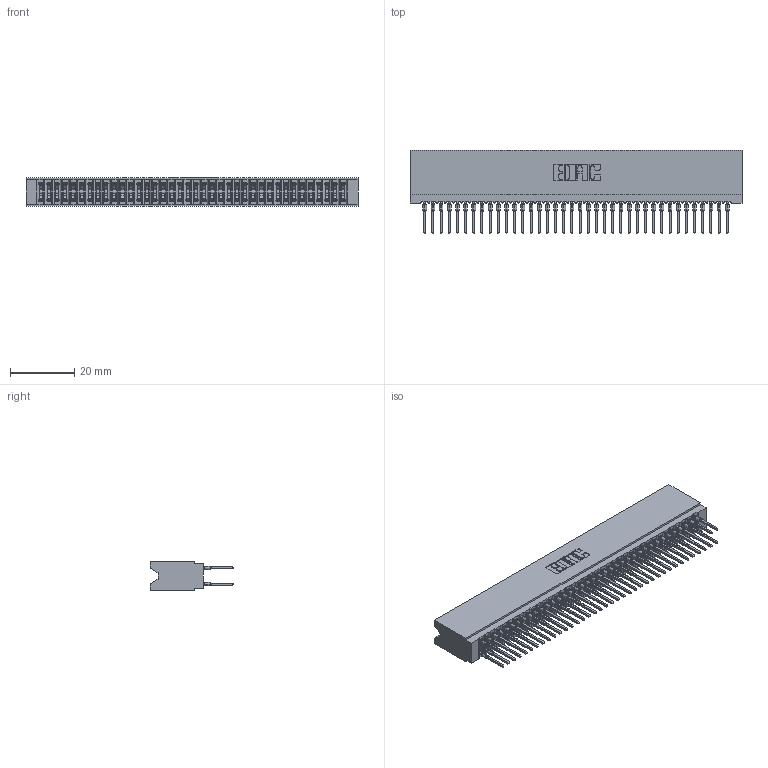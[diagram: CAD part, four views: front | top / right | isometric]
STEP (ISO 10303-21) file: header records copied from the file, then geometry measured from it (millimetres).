
FILE_DESCRIPTION (( 'STEP AP203' ), '1' );
FILE_NAME ('745-076-522-206.STEP', '2020-09-14T08:51:02', ( '' ), ( '' ), 'SwSTEP 2.0', 'SolidWorks 2020', '' );
FILE_SCHEMA (( 'CONFIG_CONTROL_DESIGN' ));
Length unit declared in the file: inch
Products named in the file (3): 745-076-522-206; 745-292-001_522; 745 Part_Insulator Option - 06
Assembly tree (77 placements, depth 2):
  745-076-522-206
    745 Part_Insulator Option - 06
    745-292-001_522  x76
Bounding box: 103.12 x 25.92 x 8.89 mm (x, y, z)
Volume: 9369.2 mm3; surface area: 19244.7 mm2
Topology: 77 solids, 77 shells, 6898 faces, 18538 edges, 11648 vertices
Faces by surface type: plane 3552, bspline 1520, cylinder 1370, torus 456
Entity records: 64546 total; most frequent: CARTESIAN_POINT 11698, ORIENTED_EDGE 11126, DIRECTION 9723, EDGE_CURVE 5563, LINE 5153, VECTOR 5153, VERTEX_POINT 3548, AXIS2_PLACEMENT_3D 2285
